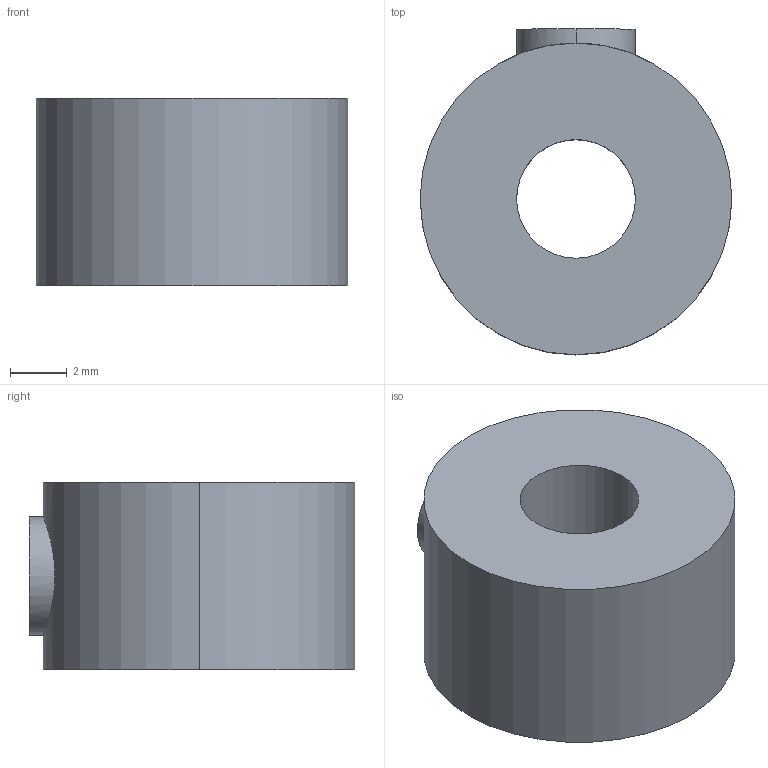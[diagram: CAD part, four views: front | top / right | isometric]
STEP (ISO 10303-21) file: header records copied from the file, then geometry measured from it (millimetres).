
FILE_DESCRIPTION (( 'STEP AP214' ), '1' );
FILE_NAME ('276-6103.STEP', '2024-10-31T18:34:03', ( '' ), ( '' ), 'SwSTEP 2.0', 'SolidWorks 2021', '' );
FILE_SCHEMA (( 'AUTOMOTIVE_DESIGN' ));
Length unit declared in the file: millimetre
Products named in the file (1): 276-6103
Bounding box: 11 x 11.5 x 6.6 mm (x, y, z)
Volume: 539.8 mm3; surface area: 497.5 mm2
Topology: 1 solids, 1 shells, 31 faces, 75 edges, 48 vertices
Faces by surface type: cylinder 21, cone 6, plane 4
Entity records: 1081 total; most frequent: CARTESIAN_POINT 332, ORIENTED_EDGE 150, DIRECTION 147, EDGE_CURVE 75, AXIS2_PLACEMENT_3D 63, VERTEX_POINT 48, EDGE_LOOP 35, FACE_OUTER_BOUND 31
